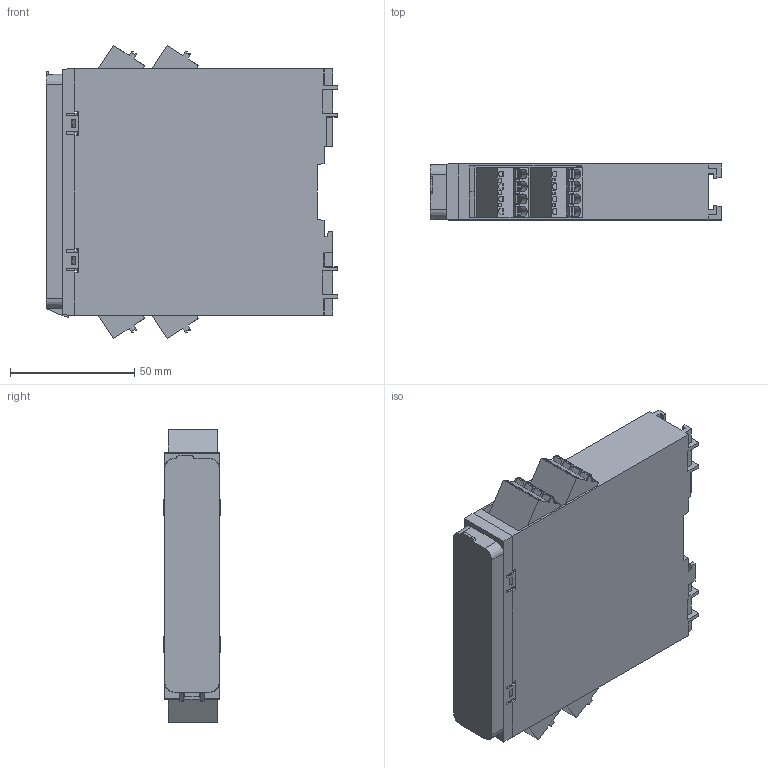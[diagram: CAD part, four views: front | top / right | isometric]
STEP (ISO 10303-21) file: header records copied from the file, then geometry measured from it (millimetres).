
FILE_DESCRIPTION (( 'STEP AP214' ), '1' );
FILE_NAME ('HR6S-[AF1C][AK1C][S1C].STEP', '2020-11-13T05:11:55', ( 'IDEC' ), ( 'IDEC' ), 'SwSTEP 2.0', 'SolidWorks 2019', '' );
FILE_SCHEMA (( 'AUTOMOTIVE_DESIGN' ));
Length unit declared in the file: millimetre
Products named in the file (1): HR6S-[AF1C][AK1C][S1C]
Bounding box: 117.2 x 22.62 x 117.8 mm (x, y, z)
Volume: 250955.4 mm3; surface area: 42237.8 mm2
Topology: 1 solids, 9 shells, 821 faces, 2236 edges, 1487 vertices
Faces by surface type: plane 640, cylinder 157, cone 24
Entity records: 26059 total; most frequent: CARTESIAN_POINT 4976, ORIENTED_EDGE 4472, DIRECTION 4153, EDGE_CURVE 2236, VECTOR 1841, LINE 1841, VERTEX_POINT 1487, AXIS2_PLACEMENT_3D 1156
